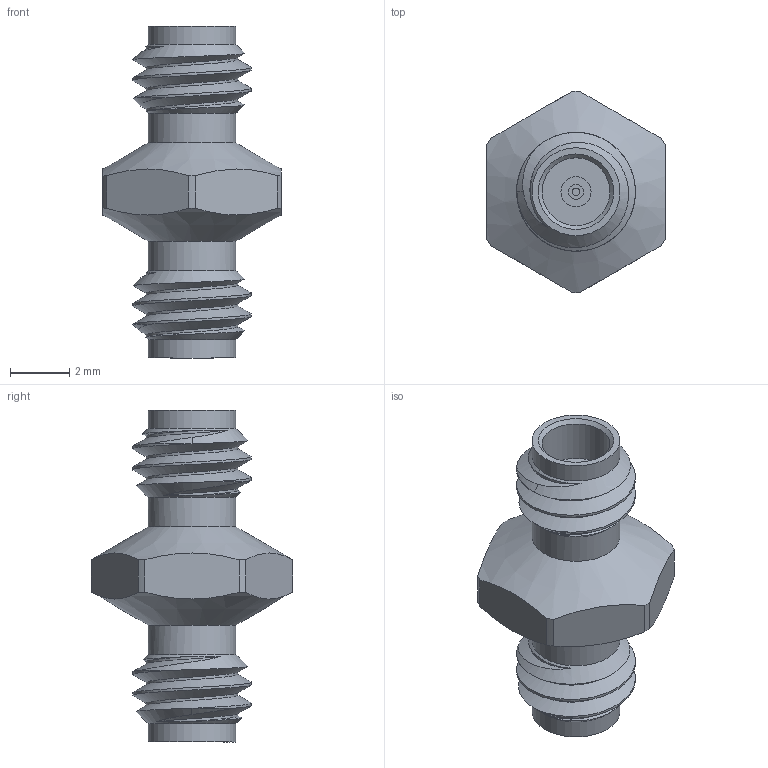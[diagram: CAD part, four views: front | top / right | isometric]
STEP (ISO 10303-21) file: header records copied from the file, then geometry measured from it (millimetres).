
FILE_DESCRIPTION (( 'STEP AP203' ), '1' );
FILE_NAME ('FMAD1163_3D.step', '2020-09-25T15:21:04', ( '' ), ( '' ), 'SwSTEP 2.0', 'SolidWorks 2018', '' );
FILE_SCHEMA (( 'CONFIG_CONTROL_DESIGN' ));
Length unit declared in the file: millimetre
Products named in the file (1): FMAD1163_3D
Bounding box: 5.99 x 6.78 x 11.18 mm (x, y, z)
Volume: 127.5 mm3; surface area: 247.3 mm2
Topology: 1 solids, 1 shells, 52 faces, 124 edges, 82 vertices
Faces by surface type: cylinder 20, plane 16, cone 10, bspline 6
Full cylindrical faces by diameter (mm): 0.254 x2, 0.508 x2, 1.016 x2, 2.286 x2, 2.959 x4
Entity records: 2567 total; most frequent: CARTESIAN_POINT 1549, DIRECTION 186, ORIENTED_EDGE 172, AXIS2_PLACEMENT_3D 87, EDGE_CURVE 86, EDGE_LOOP 78, VERTEX_POINT 66, FACE_OUTER_BOUND 62
